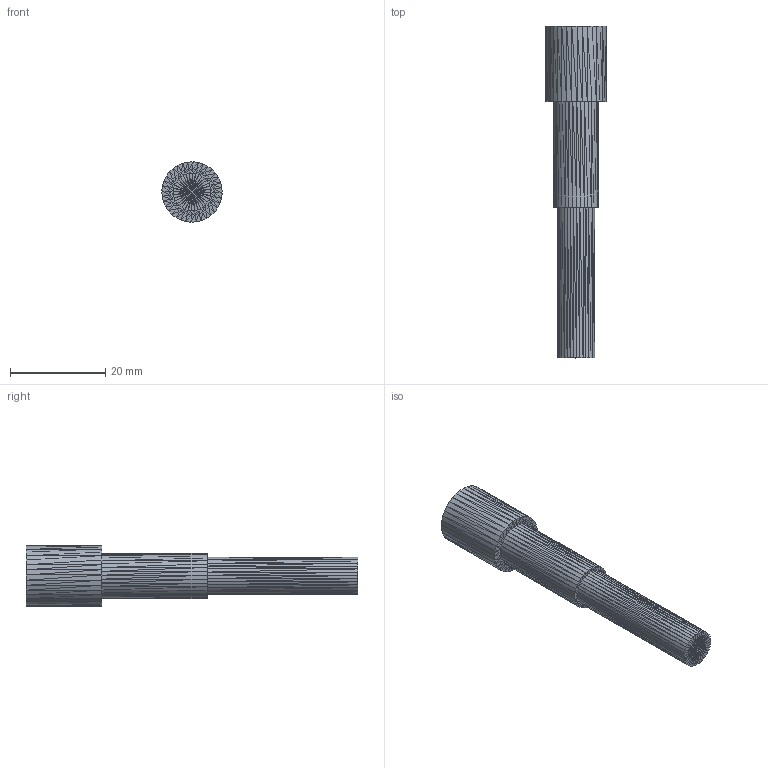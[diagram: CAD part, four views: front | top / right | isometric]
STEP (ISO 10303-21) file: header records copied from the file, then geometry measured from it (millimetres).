
FILE_DESCRIPTION(/* description */ (''),/* implementation_level */ '2;1');
FILE_NAME(/* name */ 'Periscope_Assembly_-_Shaft_Taper-1-1 v1.step',/* time_stamp */ '2022-04-06T19:46:40-04:00',/* author */ (''),/* organization */ (''),/* preprocessor_version */ 'ST-DEVELOPER v18.1',/* originating_system */ 'Autodesk Translation Framework v10.14.0.1471',/* authorisation */ '');
FILE_SCHEMA (('AUTOMOTIVE_DESIGN { 1 0 10303 214 3 1 1 }'));
Length unit declared in the file: inch
Products named in the file (1): Periscope_Assembly_-_Shaft_Taper-1-1
Bounding box: 12.69 x 69.85 x 12.69 mm (x, y, z)
Volume: 5036.9 mm3; surface area: 2495.1 mm2
Topology: 1 solids, 1 shells, 720 faces, 1080 edges, 362 vertices
Faces by surface type: plane 720
Entity records: 14087 total; most frequent: DIRECTION 2522, CARTESIAN_POINT 2163, ORIENTED_EDGE 2160, LINE 1080, VECTOR 1080, EDGE_CURVE 1080, AXIS2_PLACEMENT_3D 721, FACE_OUTER_BOUND 720
